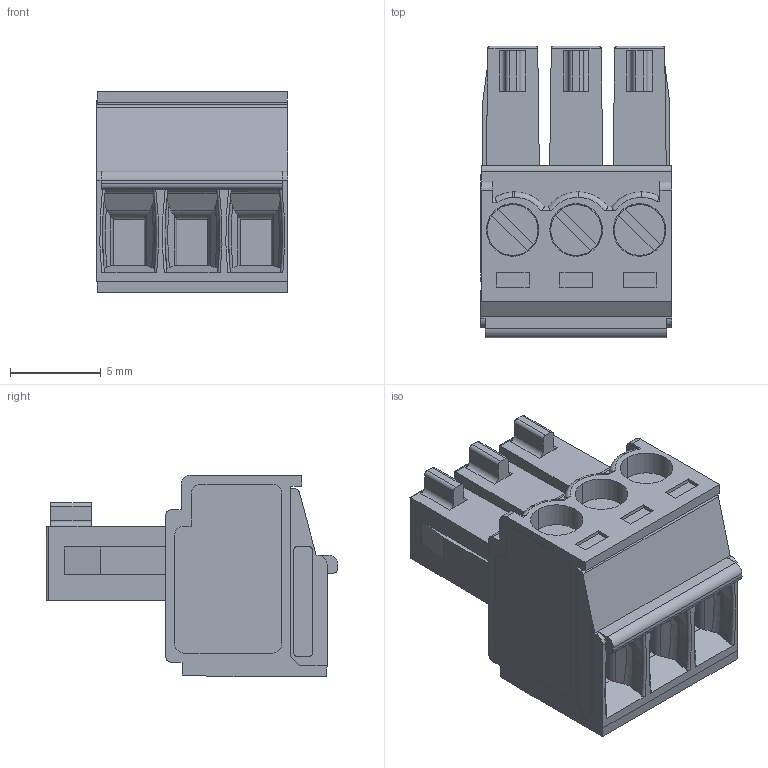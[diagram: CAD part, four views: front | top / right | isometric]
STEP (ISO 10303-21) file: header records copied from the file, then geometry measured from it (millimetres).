
FILE_DESCRIPTION(('STEP AP214'),'1');
FILE_NAME('cctmp_DF16FA9D-7156-4538-BFEB-09B9C3F250C0_2023_01_30_07_38_06_0774_5964..stp','2023-01-30T07:38:07',('PHOENIX CONTACT Deutschland GmbH'),('CADClick - www.CADClick.com'),'Spatial InterOp 3D',' ','unknown authorization');
FILE_SCHEMA(('AUTOMOTIVE_DESIGN'));
Length unit declared in the file: millimetre
Products named in the file (11): 2023_01_30_07_38_06_0290; 2023_01_30_07_38_06_0774; 2023_01_30_07_38_06_0758; 2023_01_30_07_38_06_0743; 2023_01_30_07_38_06_0727; 2023_01_30_07_38_06_0712; 2023_01_30_07_38_06_0696; 2023_01_30_07_38_06_0680; 2023_01_30_07_38_06_0665; 2023_01_30_07_38_06_0649; 2023_01_30_07_38_06_0618
Assembly tree (10 placements, depth 2):
  2023_01_30_07_38_06_0290
    2023_01_30_07_38_06_0774
    2023_01_30_07_38_06_0758
    2023_01_30_07_38_06_0743
    2023_01_30_07_38_06_0727
    2023_01_30_07_38_06_0712
    2023_01_30_07_38_06_0696
    2023_01_30_07_38_06_0680
    2023_01_30_07_38_06_0665
    2023_01_30_07_38_06_0649
    2023_01_30_07_38_06_0618
Bounding box: 10.59 x 16.1 x 11.1 mm (x, y, z)
Volume: 908 mm3; surface area: 2141.5 mm2
Topology: 10 solids, 10 shells, 636 faces, 1724 edges, 1135 vertices
Faces by surface type: plane 441, cylinder 164, torus 13, cone 12, bspline 6
Entity records: 29083 total; most frequent: CARTESIAN_POINT 6105, ORIENTED_EDGE 3448, DIRECTION 3302, EDGE_CURVE 1724, LINE 1268, VECTOR 1268, VERTEX_POINT 1135, AXIS2_PLACEMENT_3D 1017
